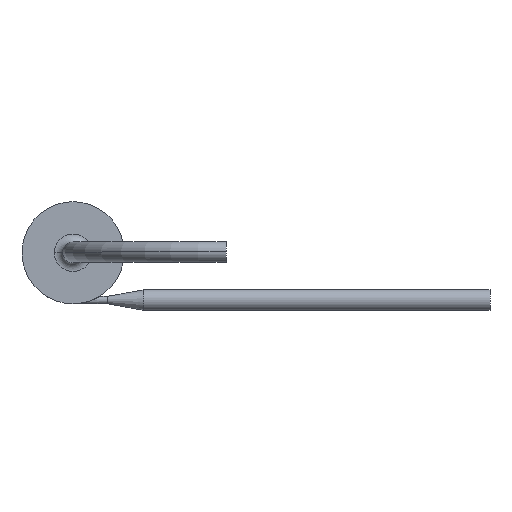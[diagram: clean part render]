
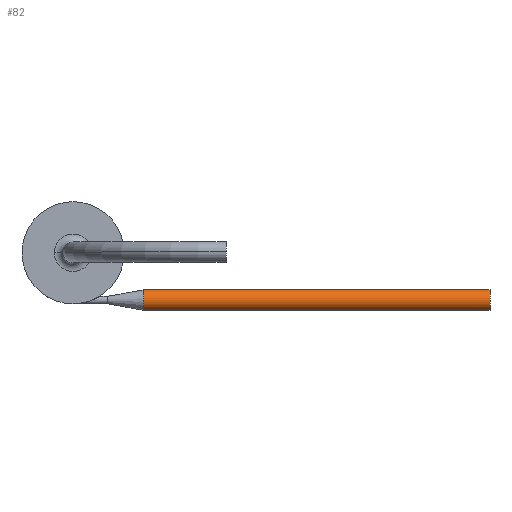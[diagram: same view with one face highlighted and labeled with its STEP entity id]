
A CAD part, top view. The second image highlights one B-rep face of the part: STEP entity #82.
In plain terms, the highlighted cylindrical face has radius 60 mm (diameter 120 mm), a partial arc.
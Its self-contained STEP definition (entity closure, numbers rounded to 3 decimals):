
#82 = ADVANCED_FACE( '', ( #110 ), #111, .T. );
#110 = FACE_OUTER_BOUND( '', #451, .T. );
#111 = CYLINDRICAL_SURFACE( '', #452, 60. );
#451 = EDGE_LOOP( '', ( #826, #827, #828, #829 ) );
#452 = AXIS2_PLACEMENT_3D( '', #830, #831, #832 );
#826 = ORIENTED_EDGE( '', *, *, #940, .F. );
#827 = ORIENTED_EDGE( '', *, *, #939, .T. );
#828 = ORIENTED_EDGE( '', *, *, #941, .F. );
#829 = ORIENTED_EDGE( '', *, *, #942, .F. );
#830 = CARTESIAN_POINT( '', ( 1432.7, -278., 65.629 ) );
#831 = DIRECTION( '', ( -1., 0., 0. ) );
#832 = DIRECTION( '', ( 0., 1., 0. ) );
#939 = EDGE_CURVE( '', #997, #999, #1001, .T. );
#940 = EDGE_CURVE( '', #997, #1002, #1003, .T. );
#941 = EDGE_CURVE( '', #1004, #999, #1005, .T. );
#942 = EDGE_CURVE( '', #1002, #1004, #1006, .T. );
#997 = VERTEX_POINT( '', #1140 );
#999 = VERTEX_POINT( '', #1143 );
#1001 = CIRCLE( '', #1146, 60. );
#1002 = VERTEX_POINT( '', #1147 );
#1003 = LINE( '', #1148, #1149 );
#1004 = VERTEX_POINT( '', #1150 );
#1005 = LINE( '', #1151, #1152 );
#1006 = CIRCLE( '', #1153, 60. );
#1140 = CARTESIAN_POINT( '', ( 415.4, -218., 65.629 ) );
#1143 = CARTESIAN_POINT( '', ( 415.4, -338., 65.629 ) );
#1146 = AXIS2_PLACEMENT_3D( '', #1274, #1275, #1276 );
#1147 = CARTESIAN_POINT( '', ( 2450., -218., 65.629 ) );
#1148 = CARTESIAN_POINT( '', ( 1432.7, -218., 65.629 ) );
#1149 = VECTOR( '', #1277, 1. );
#1150 = CARTESIAN_POINT( '', ( 2450., -338., 65.629 ) );
#1151 = CARTESIAN_POINT( '', ( 1432.7, -338., 65.629 ) );
#1152 = VECTOR( '', #1278, 1. );
#1153 = AXIS2_PLACEMENT_3D( '', #1279, #1280, #1281 );
#1274 = CARTESIAN_POINT( '', ( 415.4, -278., 65.629 ) );
#1275 = DIRECTION( '', ( 1., 0., 0. ) );
#1276 = DIRECTION( '', ( 0., 1., 0. ) );
#1277 = DIRECTION( '', ( 1., 0., 0. ) );
#1278 = DIRECTION( '', ( -1., 0., 0. ) );
#1279 = CARTESIAN_POINT( '', ( 2450., -278., 65.629 ) );
#1280 = DIRECTION( '', ( 1., 0., 0. ) );
#1281 = DIRECTION( '', ( 0., 1., 0. ) );
